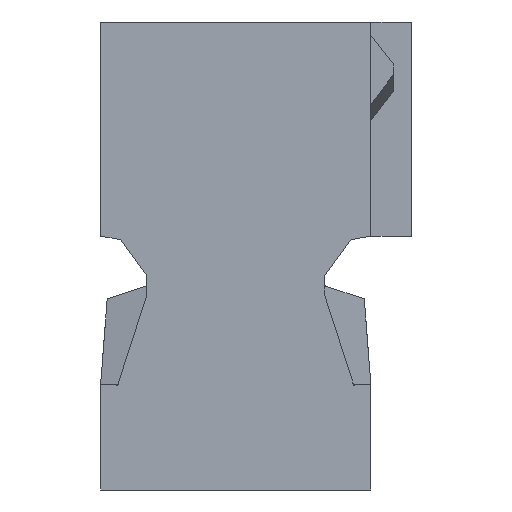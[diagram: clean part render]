
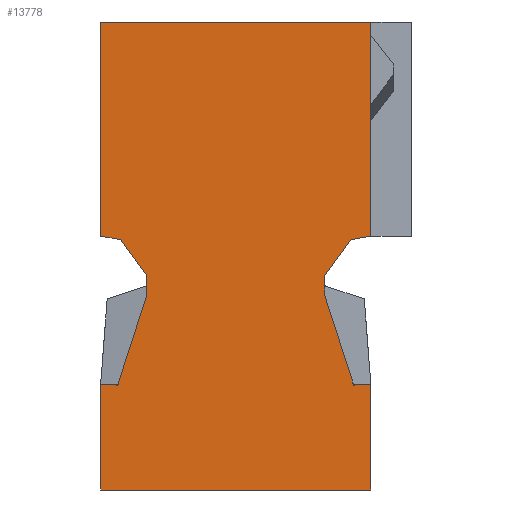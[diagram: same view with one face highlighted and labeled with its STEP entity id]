
A CAD part, left-side view. The second image highlights one B-rep face of the part: STEP entity #13778.
In plain terms, the highlighted planar face has unit normal (-1, 0, 0).
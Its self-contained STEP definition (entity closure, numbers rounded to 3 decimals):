
#11883=CARTESIAN_POINT('',(-10.2,-2.05,0.));
#11884=VERTEX_POINT('',#11883);
#11891=CARTESIAN_POINT('',(-10.2,-2.05,-3.25));
#11892=VERTEX_POINT('',#11891);
#11893=CARTESIAN_POINT('',(-10.2,-2.05,0.));
#11894=DIRECTION('',(0.,0.,-1.));
#11895=VECTOR('',#11894,3.25);
#11896=LINE('',#11893,#11895);
#11897=EDGE_CURVE('',#11884,#11892,#11896,.T.);
#12329=CARTESIAN_POINT('',(-10.2,-1.75,-3.3));
#12330=VERTEX_POINT('',#12329);
#12331=CARTESIAN_POINT('',(-10.2,-2.05,-3.25));
#12332=DIRECTION('',(0.,0.986,-0.164));
#12333=VECTOR('',#12332,0.304);
#12334=LINE('',#12331,#12333);
#12335=EDGE_CURVE('',#11892,#12330,#12334,.T.);
#12468=CARTESIAN_POINT('',(-10.2,2.05,-3.25));
#12469=VERTEX_POINT('',#12468);
#12470=CARTESIAN_POINT('',(-10.2,2.05,0.));
#12471=VERTEX_POINT('',#12470);
#12472=CARTESIAN_POINT('',(-10.2,2.05,-3.25));
#12473=DIRECTION('',(0.,0.,1.));
#12474=VECTOR('',#12473,3.25);
#12475=LINE('',#12472,#12474);
#12476=EDGE_CURVE('',#12469,#12471,#12475,.T.);
#12647=CARTESIAN_POINT('',(-10.2,1.75,-3.3));
#12648=VERTEX_POINT('',#12647);
#12655=CARTESIAN_POINT('',(-10.2,1.75,-3.3));
#12656=DIRECTION('',(0.,0.986,0.164));
#12657=VECTOR('',#12656,0.304);
#12658=LINE('',#12655,#12657);
#12659=EDGE_CURVE('',#12648,#12469,#12658,.T.);
#12810=CARTESIAN_POINT('',(-10.2,2.05,-7.1));
#12811=VERTEX_POINT('',#12810);
#12818=CARTESIAN_POINT('',(-10.2,2.05,-5.5));
#12819=VERTEX_POINT('',#12818);
#12820=CARTESIAN_POINT('',(-10.2,2.05,-7.1));
#12821=DIRECTION('',(0.,0.,1.));
#12822=VECTOR('',#12821,1.6);
#12823=LINE('',#12820,#12822);
#12824=EDGE_CURVE('',#12811,#12819,#12823,.T.);
#12857=CARTESIAN_POINT('',(-10.2,-2.05,-7.1));
#12858=VERTEX_POINT('',#12857);
#12859=CARTESIAN_POINT('',(-10.2,-2.05,-7.1));
#12860=DIRECTION('',(0.,1.,0.));
#12861=VECTOR('',#12860,4.1);
#12862=LINE('',#12859,#12861);
#12863=EDGE_CURVE('',#12858,#12811,#12862,.T.);
#13298=CARTESIAN_POINT('',(-10.2,-2.05,-5.5));
#13299=VERTEX_POINT('',#13298);
#13306=CARTESIAN_POINT('',(-10.2,-2.05,-5.5));
#13307=DIRECTION('',(0.,0.,-1.));
#13308=VECTOR('',#13307,1.6);
#13309=LINE('',#13306,#13308);
#13310=EDGE_CURVE('',#13299,#12858,#13309,.T.);
#13358=CARTESIAN_POINT('',(-10.2,2.05,0.));
#13359=DIRECTION('',(0.,-1.,0.));
#13360=VECTOR('',#13359,4.1);
#13361=LINE('',#13358,#13360);
#13362=EDGE_CURVE('',#12471,#11884,#13361,.T.);
#13703=CARTESIAN_POINT('',(-10.2,0.,-3.55));
#13704=DIRECTION('',(0.,-1.,0.));
#13705=DIRECTION('',(-1.,0.,0.));
#13706=AXIS2_PLACEMENT_3D('',#13703,#13705,#13704);
#13707=PLANE('',#13706);
#13708=ORIENTED_EDGE('',*,*,#12476,.F.);
#13709=ORIENTED_EDGE('',*,*,#12659,.F.);
#13710=CARTESIAN_POINT('',(-10.2,1.35,-3.85));
#13711=VERTEX_POINT('',#13710);
#13712=CARTESIAN_POINT('',(-10.2,1.75,-3.3));
#13713=DIRECTION('',(0.,-0.588,-0.809));
#13714=VECTOR('',#13713,0.68);
#13715=LINE('',#13712,#13714);
#13716=EDGE_CURVE('',#12648,#13711,#13715,.T.);
#13717=ORIENTED_EDGE('E1655',*,*,#13716,.T.);
#13718=CARTESIAN_POINT('',(-10.2,1.35,-4.143));
#13719=VERTEX_POINT('',#13718);
#13720=CARTESIAN_POINT('',(-10.2,1.35,-3.85));
#13721=DIRECTION('',(0.,0.,-1.));
#13722=VECTOR('',#13721,0.293);
#13723=LINE('',#13720,#13722);
#13724=EDGE_CURVE('',#13711,#13719,#13723,.T.);
#13725=ORIENTED_EDGE('E1656',*,*,#13724,.T.);
#13726=CARTESIAN_POINT('',(-10.2,1.789,-5.508));
#13727=VERTEX_POINT('',#13726);
#13728=CARTESIAN_POINT('',(-10.2,1.35,-4.143));
#13729=DIRECTION('',(0.,0.306,-0.952));
#13730=VECTOR('',#13729,1.434);
#13731=LINE('',#13728,#13730);
#13732=EDGE_CURVE('',#13719,#13727,#13731,.T.);
#13733=ORIENTED_EDGE('E1657',*,*,#13732,.T.);
#13734=CARTESIAN_POINT('',(-10.2,1.789,-5.508));
#13735=DIRECTION('',(0.,1.,0.029));
#13736=VECTOR('',#13735,0.261);
#13737=LINE('',#13734,#13736);
#13738=EDGE_CURVE('',#13727,#12819,#13737,.T.);
#13739=ORIENTED_EDGE('E1658',*,*,#13738,.T.);
#13740=ORIENTED_EDGE('E1658',*,*,#12824,.F.);
#13741=ORIENTED_EDGE('E1658',*,*,#12863,.F.);
#13742=ORIENTED_EDGE('E1658',*,*,#13310,.F.);
#13743=CARTESIAN_POINT('',(-10.2,-1.789,-5.508));
#13744=VERTEX_POINT('',#13743);
#13745=CARTESIAN_POINT('',(-10.2,-2.05,-5.5));
#13746=DIRECTION('',(0.,1.,-0.029));
#13747=VECTOR('',#13746,0.261);
#13748=LINE('',#13745,#13747);
#13749=EDGE_CURVE('',#13299,#13744,#13748,.T.);
#13750=ORIENTED_EDGE('E1659',*,*,#13749,.T.);
#13751=CARTESIAN_POINT('',(-10.2,-1.35,-4.143));
#13752=VERTEX_POINT('',#13751);
#13753=CARTESIAN_POINT('',(-10.2,-1.789,-5.508));
#13754=DIRECTION('',(0.,0.306,0.952));
#13755=VECTOR('',#13754,1.434);
#13756=LINE('',#13753,#13755);
#13757=EDGE_CURVE('',#13744,#13752,#13756,.T.);
#13758=ORIENTED_EDGE('E1660',*,*,#13757,.T.);
#13759=CARTESIAN_POINT('',(-10.2,-1.35,-3.85));
#13760=VERTEX_POINT('',#13759);
#13761=CARTESIAN_POINT('',(-10.2,-1.35,-4.143));
#13762=DIRECTION('',(0.,0.,1.));
#13763=VECTOR('',#13762,0.293);
#13764=LINE('',#13761,#13763);
#13765=EDGE_CURVE('',#13752,#13760,#13764,.T.);
#13766=ORIENTED_EDGE('E1661',*,*,#13765,.T.);
#13767=CARTESIAN_POINT('',(-10.2,-1.35,-3.85));
#13768=DIRECTION('',(0.,-0.588,0.809));
#13769=VECTOR('',#13768,0.68);
#13770=LINE('',#13767,#13769);
#13771=EDGE_CURVE('',#13760,#12330,#13770,.T.);
#13772=ORIENTED_EDGE('E1662',*,*,#13771,.T.);
#13773=ORIENTED_EDGE('E1662',*,*,#12335,.F.);
#13774=ORIENTED_EDGE('E1662',*,*,#11897,.F.);
#13775=ORIENTED_EDGE('E1662',*,*,#13362,.F.);
#13776=EDGE_LOOP('',(#13708,#13709,#13717,#13725,#13733,#13739,#13740,#13741,#13742,#13750,#13758,#13766,#13772,#13773,#13774,#13775));
#13777=FACE_OUTER_BOUND('',#13776,.T.);
#13778=ADVANCED_FACE('F584',(#13777),#13707,.T.);
